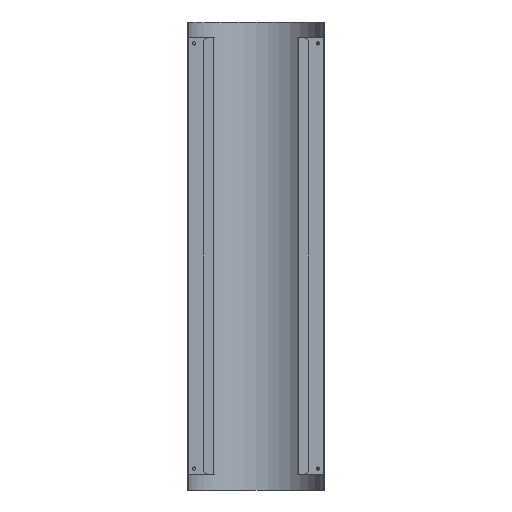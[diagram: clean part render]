
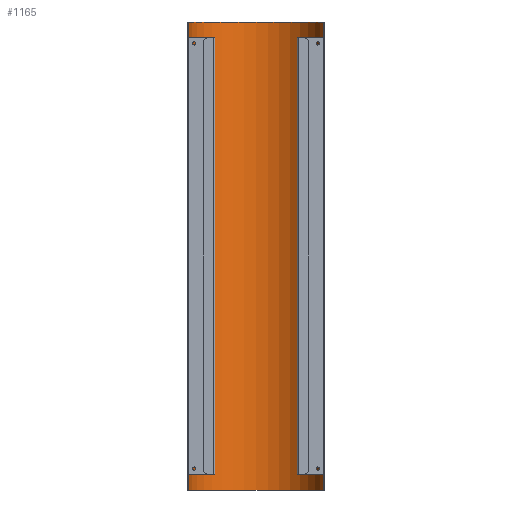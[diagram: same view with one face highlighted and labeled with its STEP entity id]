
A CAD part, front view. The second image highlights one B-rep face of the part: STEP entity #1165.
In plain terms, the highlighted cylindrical face has radius 85.5 mm (diameter 171 mm), a partial arc.
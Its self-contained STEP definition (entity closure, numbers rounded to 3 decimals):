
#151=FACE_OUTER_BOUND('',#245,.T.);
#245=EDGE_LOOP('',(#1063,#1064,#1065,#1066));
#265=LINE('',#1696,#369);
#348=LINE('',#1956,#452);
#369=VECTOR('',#1337,590.);
#452=VECTOR('',#1628,590.);
#505=CIRCLE('',#1283,85.5);
#506=CIRCLE('',#1288,85.5);
#528=VERTEX_POINT('',#1693);
#529=VERTEX_POINT('',#1695);
#601=VERTEX_POINT('',#1934);
#602=VERTEX_POINT('',#1955);
#628=EDGE_CURVE('',#528,#529,#265,.T.);
#753=EDGE_CURVE('',#529,#601,#505,.T.);
#755=EDGE_CURVE('',#602,#601,#348,.T.);
#758=EDGE_CURVE('',#602,#528,#506,.T.);
#1063=ORIENTED_EDGE('',*,*,#628,.F.);
#1064=ORIENTED_EDGE('',*,*,#758,.F.);
#1065=ORIENTED_EDGE('',*,*,#755,.T.);
#1066=ORIENTED_EDGE('',*,*,#753,.F.);
#1095=CYLINDRICAL_SURFACE('',#1289,85.5);
#1165=ADVANCED_FACE('',(#151),#1095,.F.);
#1283=AXIS2_PLACEMENT_3D('',#1951,#1621,#1622);
#1288=AXIS2_PLACEMENT_3D('',#1961,#1635,#1636);
#1289=AXIS2_PLACEMENT_3D('',#1962,#1637,#1638);
#1337=DIRECTION('',(0.,0.,1.));
#1621=DIRECTION('center_axis',(0.,0.,
-1.));
#1622=DIRECTION('ref_axis',(-1.,0.,0.));
#1628=DIRECTION('',(0.,0.,1.));
#1635=DIRECTION('center_axis',(0.,0.,
1.));
#1636=DIRECTION('ref_axis',(1.,0.,0.));
#1637=DIRECTION('center_axis',(0.,0.,
1.));
#1638=DIRECTION('ref_axis',(1.,0.,0.));
#1693=CARTESIAN_POINT('',(-85.5,50.,0.));
#1695=CARTESIAN_POINT('',(-85.5,50.,590.));
#1696=CARTESIAN_POINT('',(-85.5,50.,295.));
#1934=CARTESIAN_POINT('',(85.5,50.,590.));
#1951=CARTESIAN_POINT('Origin',(0.,50.,
590.));
#1955=CARTESIAN_POINT('',(85.5,50.,0.));
#1956=CARTESIAN_POINT('',(85.5,50.,295.));
#1961=CARTESIAN_POINT('Origin',(0.,50.,
0.));
#1962=CARTESIAN_POINT('Origin',(0.,50.,
295.));
